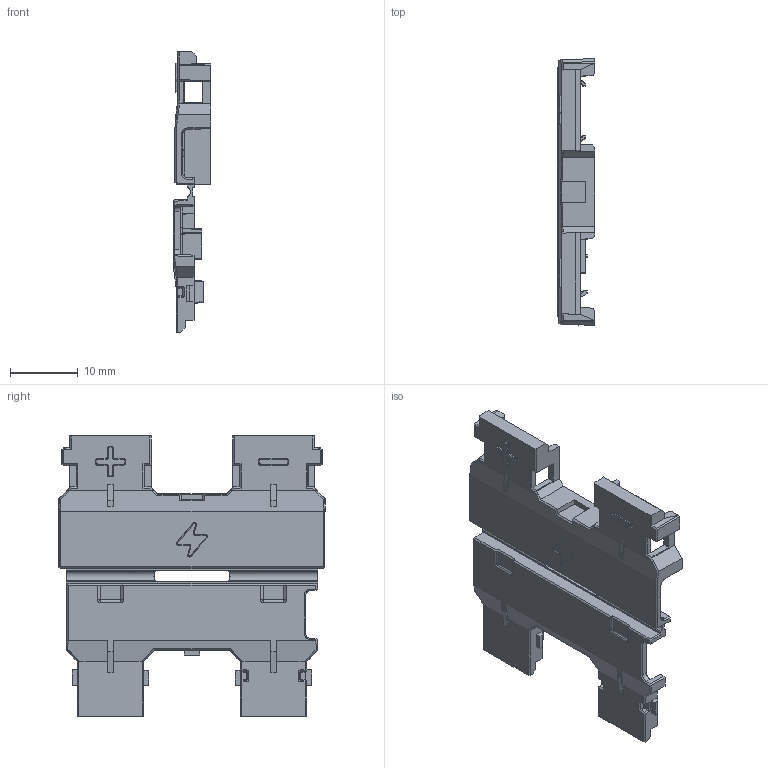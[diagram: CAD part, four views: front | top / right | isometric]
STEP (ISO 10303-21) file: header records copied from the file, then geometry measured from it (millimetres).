
FILE_DESCRIPTION(/* description */ ('SH-2620 BATTERY PACK RECEPTACLE HOUSING'),/* implementation_level */ '2;1');
FILE_NAME(/* name */ 'SH-2620_BATTERY_PACK_RECEPTACLE_HOUSING.stp',/* time_stamp */ '2025-01-02T21:14:33-08:00',/* author */ ('BrettHartt'),/* organization */ (''),/* preprocessor_version */ 'ST-DEVELOPER v20',/* originating_system */ 'Autodesk Inventor 2024',/* authorisation */ '');
FILE_SCHEMA (('AUTOMOTIVE_DESIGN { 1 0 10303 214 3 1 1 }'));
Length unit declared in the file: millimetre
Products named in the file (1): SH-2620
Bounding box: 5.51 x 39.2 x 41.3 mm (x, y, z)
Volume: 1764.2 mm3; surface area: 4015.3 mm2
Topology: 1 solids, 1 shells, 1355 faces, 3458 edges, 1983 vertices
Faces by surface type: plane 521, cylinder 477, bspline 218, sphere 135, torus 4
Entity records: 44836 total; most frequent: CARTESIAN_POINT 13090, ORIENTED_EDGE 6682, DIRECTION 6282, EDGE_CURVE 3341, AXIS2_PLACEMENT_3D 2120, LINE 2042, VECTOR 2042, VERTEX_POINT 1983
